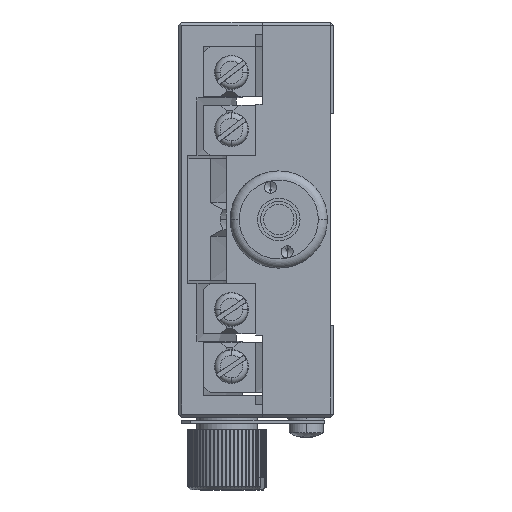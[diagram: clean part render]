
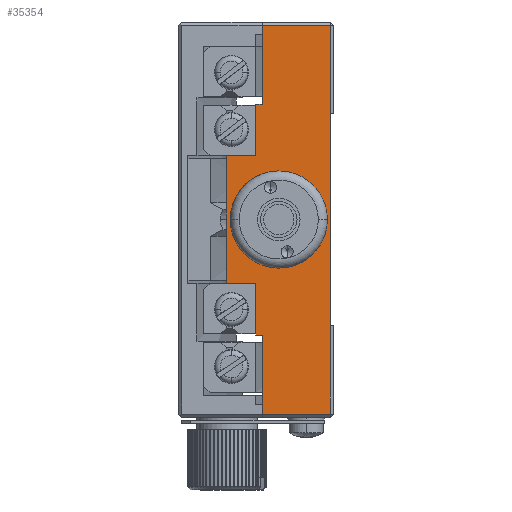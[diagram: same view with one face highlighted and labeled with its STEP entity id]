
A CAD part, left-side view. The second image highlights one B-rep face of the part: STEP entity #35354.
In plain terms, the highlighted planar face has unit normal (-1, 0, 0).
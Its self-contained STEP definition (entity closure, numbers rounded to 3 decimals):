
#384 = CARTESIAN_POINT ( 'NONE',  ( -32.5, 0.5, 17.5 ) ) ;
#473 = CARTESIAN_POINT ( 'NONE',  ( -32.5, 9., 0. ) ) ;
#1980 = EDGE_CURVE ( 'NONE', #23770, #27328, #20720, .T. ) ;
#2296 = ORIENTED_EDGE ( 'NONE', *, *, #16486, .T. ) ;
#2702 = CARTESIAN_POINT ( 'NONE',  ( -32.5, 11.732, -32. ) ) ;
#2895 = EDGE_CURVE ( 'NONE', #39890, #24871, #7686, .T. ) ;
#3592 = ORIENTED_EDGE ( 'NONE', *, *, #11558, .T. ) ;
#3607 = ORIENTED_EDGE ( 'NONE', *, *, #6300, .T. ) ;
#3831 = ORIENTED_EDGE ( 'NONE', *, *, #44824, .T. ) ;
#4238 = ORIENTED_EDGE ( 'NONE', *, *, #42603, .F. ) ;
#5062 = CARTESIAN_POINT ( 'NONE',  ( -32.5, 12.797, 19. ) ) ;
#5088 = LINE ( 'NONE', #29937, #12121 ) ;
#5112 = CARTESIAN_POINT ( 'NONE',  ( -32.5, 57.446, 19. ) ) ;
#5405 = DIRECTION ( 'NONE',  ( 0., -1., 0. ) ) ;
#5512 = CARTESIAN_POINT ( 'NONE',  ( -32.5, 0.5, -32. ) ) ;
#5641 = PLANE ( 'NONE',  #10811 ) ;
#5707 = DIRECTION ( 'NONE',  ( 0., 0., -1. ) ) ;
#6131 = LINE ( 'NONE', #39099, #16634 ) ;
#6300 = EDGE_CURVE ( 'NONE', #6842, #45617, #21147, .T. ) ;
#6842 = VERTEX_POINT ( 'NONE', #25421 ) ;
#7664 = VECTOR ( 'NONE', #9491, 1000. ) ;
#7686 = CIRCLE ( 'NONE', #15301, 6. ) ;
#7937 = DIRECTION ( 'NONE',  ( 0., 0., 1. ) ) ;
#8785 = VECTOR ( 'NONE', #20435, 1000. ) ;
#9030 = CARTESIAN_POINT ( 'NONE',  ( -32.5, 12.797, 0. ) ) ;
#9491 = DIRECTION ( 'NONE',  ( 0., 0., -1. ) ) ;
#9900 = ORIENTED_EDGE ( 'NONE', *, *, #21646, .T. ) ;
#10492 = DIRECTION ( 'NONE',  ( 0., -1., 0. ) ) ;
#10811 = AXIS2_PLACEMENT_3D ( 'NONE', #12541, #27149, #5405 ) ;
#11558 = EDGE_CURVE ( 'NONE', #24395, #34959, #26972, .T. ) ;
#11610 = ORIENTED_EDGE ( 'NONE', *, *, #28164, .T. ) ;
#12121 = VECTOR ( 'NONE', #30887, 1000. ) ;
#12380 = EDGE_LOOP ( 'NONE', ( #39667, #13120 ) ) ;
#12529 = ORIENTED_EDGE ( 'NONE', *, *, #20694, .T. ) ;
#12541 = CARTESIAN_POINT ( 'NONE',  ( -32.5, 0.5, 0. ) ) ;
#12570 = DIRECTION ( 'NONE',  ( 0., 0., 1. ) ) ;
#12578 = VECTOR ( 'NONE', #12570, 1000. ) ;
#12859 = ORIENTED_EDGE ( 'NONE', *, *, #1980, .T. ) ;
#12982 = ORIENTED_EDGE ( 'NONE', *, *, #45873, .F. ) ;
#13051 = CARTESIAN_POINT ( 'NONE',  ( -32.5, 17.609, 0. ) ) ;
#13087 = CARTESIAN_POINT ( 'NONE',  ( -32.5, 12.797, -19. ) ) ;
#13120 = ORIENTED_EDGE ( 'NONE', *, *, #2895, .T. ) ;
#13682 = AXIS2_PLACEMENT_3D ( 'NONE', #35242, #31882, #35941 ) ;
#14619 = VERTEX_POINT ( 'NONE', #27269 ) ;
#14929 = CARTESIAN_POINT ( 'NONE',  ( -32.5, 11.732, 0. ) ) ;
#15301 = AXIS2_PLACEMENT_3D ( 'NONE', #473, #40599, #10492 ) ;
#15368 = VECTOR ( 'NONE', #31926, 1000. ) ;
#16327 = EDGE_LOOP ( 'NONE', ( #21338, #3592, #12982, #9900, #23062, #2296, #11610, #12529, #3831, #3607, #4238, #12859, #24925, #32561 ) ) ;
#16486 = EDGE_CURVE ( 'NONE', #40600, #43413, #30762, .T. ) ;
#16525 = EDGE_CURVE ( 'NONE', #27328, #14619, #24039, .T. ) ;
#16586 = VECTOR ( 'NONE', #40265, 1000. ) ;
#16634 = VECTOR ( 'NONE', #20919, 1000. ) ;
#17298 = DIRECTION ( 'NONE',  ( 0., 1., 0. ) ) ;
#17486 = CARTESIAN_POINT ( 'NONE',  ( -32.5, 11.732, 19. ) ) ;
#18036 = LINE ( 'NONE', #14929, #16586 ) ;
#18209 = CARTESIAN_POINT ( 'NONE',  ( -32.5, 12.797, 0. ) ) ;
#18248 = VERTEX_POINT ( 'NONE', #28084 ) ;
#18890 = EDGE_CURVE ( 'NONE', #18248, #24395, #35318, .T. ) ;
#19128 = LINE ( 'NONE', #26551, #34407 ) ;
#20435 = DIRECTION ( 'NONE',  ( 0., 1., 0. ) ) ;
#20449 = CARTESIAN_POINT ( 'NONE',  ( -32.5, 11.732, 0. ) ) ;
#20694 = EDGE_CURVE ( 'NONE', #39596, #42245, #19128, .T. ) ;
#20720 = LINE ( 'NONE', #9030, #45784 ) ;
#20919 = DIRECTION ( 'NONE',  ( 0., 0., 1. ) ) ;
#21147 = LINE ( 'NONE', #20449, #7664 ) ;
#21338 = ORIENTED_EDGE ( 'NONE', *, *, #18890, .T. ) ;
#21646 = EDGE_CURVE ( 'NONE', #38220, #43797, #18036, .T. ) ;
#23062 = ORIENTED_EDGE ( 'NONE', *, *, #41122, .T. ) ;
#23191 = EDGE_CURVE ( 'NONE', #24871, #39890, #30489, .T. ) ;
#23770 = VERTEX_POINT ( 'NONE', #5062 ) ;
#23980 = CARTESIAN_POINT ( 'NONE',  ( -32.5, 11.732, -19. ) ) ;
#24039 = LINE ( 'NONE', #42653, #8785 ) ;
#24395 = VERTEX_POINT ( 'NONE', #38748 ) ;
#24497 = CARTESIAN_POINT ( 'NONE',  ( -32.5, 0.5, 32. ) ) ;
#24760 = LINE ( 'NONE', #13051, #15368 ) ;
#24871 = VERTEX_POINT ( 'NONE', #35065 ) ;
#24925 = ORIENTED_EDGE ( 'NONE', *, *, #16525, .T. ) ;
#25421 = CARTESIAN_POINT ( 'NONE',  ( -32.5, 11.732, 32. ) ) ;
#26374 = LINE ( 'NONE', #5112, #28500 ) ;
#26551 = CARTESIAN_POINT ( 'NONE',  ( -32.5, 0.5, 0. ) ) ;
#26854 = DIRECTION ( 'NONE',  ( 0., -1., 0. ) ) ;
#26972 = LINE ( 'NONE', #18209, #46417 ) ;
#27149 = DIRECTION ( 'NONE',  ( -1., 0., 0. ) ) ;
#27269 = CARTESIAN_POINT ( 'NONE',  ( -32.5, 17.609, 10.5 ) ) ;
#27328 = VERTEX_POINT ( 'NONE', #39378 ) ;
#28084 = CARTESIAN_POINT ( 'NONE',  ( -32.5, 17.609, -10.5 ) ) ;
#28164 = EDGE_CURVE ( 'NONE', #43413, #39596, #6131, .T. ) ;
#28500 = VECTOR ( 'NONE', #26854, 1000. ) ;
#28560 = CARTESIAN_POINT ( 'NONE',  ( -32.5, 0.5, -17.5 ) ) ;
#29937 = CARTESIAN_POINT ( 'NONE',  ( -32.5, 57.446, -19. ) ) ;
#30489 = CIRCLE ( 'NONE', #13682, 6. ) ;
#30733 = FACE_OUTER_BOUND ( 'NONE', #16327, .T. ) ;
#30762 = LINE ( 'NONE', #45328, #12578 ) ;
#30887 = DIRECTION ( 'NONE',  ( 0., 1., 0. ) ) ;
#31882 = DIRECTION ( 'NONE',  ( 1., 0., 0. ) ) ;
#31926 = DIRECTION ( 'NONE',  ( 0., 0., -1. ) ) ;
#31961 = DIRECTION ( 'NONE',  ( 0., -1., 0. ) ) ;
#32561 = ORIENTED_EDGE ( 'NONE', *, *, #41158, .T. ) ;
#33878 = DIRECTION ( 'NONE',  ( 0., -1., 0. ) ) ;
#34407 = VECTOR ( 'NONE', #7937, 1000. ) ;
#34959 = VERTEX_POINT ( 'NONE', #13087 ) ;
#35065 = CARTESIAN_POINT ( 'NONE',  ( -32.5, 3., 0. ) ) ;
#35242 = CARTESIAN_POINT ( 'NONE',  ( -32.5, 9., 0. ) ) ;
#35318 = LINE ( 'NONE', #35546, #46712 ) ;
#35354 = ADVANCED_FACE ( 'NONE', ( #38358, #30733 ), #5641, .T. ) ;
#35546 = CARTESIAN_POINT ( 'NONE',  ( -32.5, 0.5, -10.5 ) ) ;
#35941 = DIRECTION ( 'NONE',  ( 0., -1., 0. ) ) ;
#36638 = DIRECTION ( 'NONE',  ( 0., 0., -1. ) ) ;
#38220 = VERTEX_POINT ( 'NONE', #23980 ) ;
#38358 = FACE_BOUND ( 'NONE', #12380, .T. ) ;
#38748 = CARTESIAN_POINT ( 'NONE',  ( -32.5, 12.797, -10.5 ) ) ;
#39099 = CARTESIAN_POINT ( 'NONE',  ( -32.5, 0.5, -32.5 ) ) ;
#39378 = CARTESIAN_POINT ( 'NONE',  ( -32.5, 12.797, 10.5 ) ) ;
#39596 = VERTEX_POINT ( 'NONE', #384 ) ;
#39667 = ORIENTED_EDGE ( 'NONE', *, *, #23191, .T. ) ;
#39890 = VERTEX_POINT ( 'NONE', #46912 ) ;
#40265 = DIRECTION ( 'NONE',  ( 0., 0., -1. ) ) ;
#40599 = DIRECTION ( 'NONE',  ( 1., 0., 0. ) ) ;
#40600 = VERTEX_POINT ( 'NONE', #5512 ) ;
#40980 = CARTESIAN_POINT ( 'NONE',  ( -32.5, 0.5, 32. ) ) ;
#41023 = LINE ( 'NONE', #44854, #44379 ) ;
#41122 = EDGE_CURVE ( 'NONE', #43797, #40600, #41023, .T. ) ;
#41158 = EDGE_CURVE ( 'NONE', #14619, #18248, #24760, .T. ) ;
#42245 = VERTEX_POINT ( 'NONE', #40980 ) ;
#42603 = EDGE_CURVE ( 'NONE', #23770, #45617, #26374, .T. ) ;
#42653 = CARTESIAN_POINT ( 'NONE',  ( -32.5, 0.5, 10.5 ) ) ;
#43127 = LINE ( 'NONE', #24497, #44992 ) ;
#43413 = VERTEX_POINT ( 'NONE', #28560 ) ;
#43797 = VERTEX_POINT ( 'NONE', #2702 ) ;
#44379 = VECTOR ( 'NONE', #33878, 1000. ) ;
#44824 = EDGE_CURVE ( 'NONE', #42245, #6842, #43127, .T. ) ;
#44854 = CARTESIAN_POINT ( 'NONE',  ( -32.5, 0.5, -32. ) ) ;
#44992 = VECTOR ( 'NONE', #17298, 1000. ) ;
#45328 = CARTESIAN_POINT ( 'NONE',  ( -32.5, 0.5, 0. ) ) ;
#45617 = VERTEX_POINT ( 'NONE', #17486 ) ;
#45784 = VECTOR ( 'NONE', #5707, 1000. ) ;
#45873 = EDGE_CURVE ( 'NONE', #38220, #34959, #5088, .T. ) ;
#46417 = VECTOR ( 'NONE', #36638, 1000. ) ;
#46712 = VECTOR ( 'NONE', #31961, 1000. ) ;
#46912 = CARTESIAN_POINT ( 'NONE',  ( -32.5, 15., 0. ) ) ;
